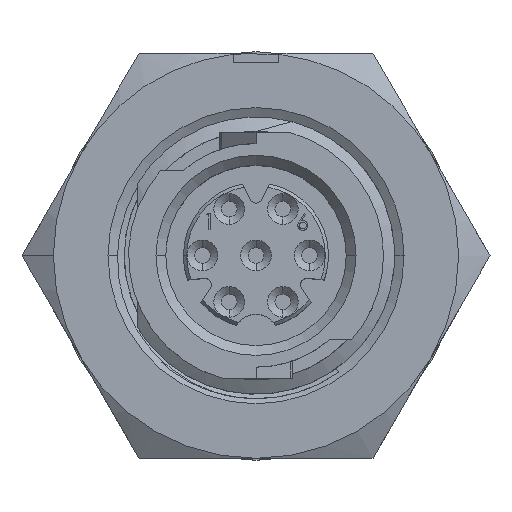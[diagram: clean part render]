
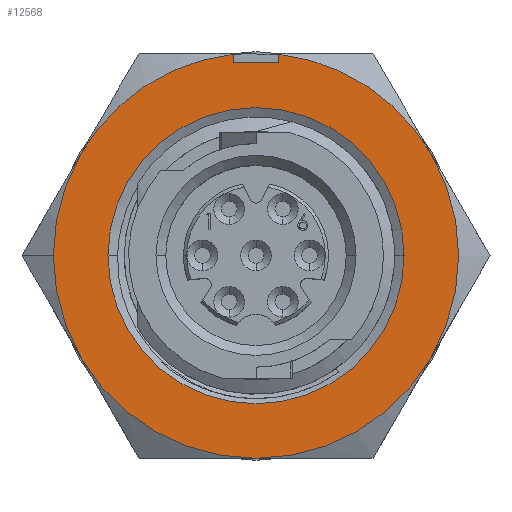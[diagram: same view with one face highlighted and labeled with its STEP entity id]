
A CAD part, top view. The second image highlights one B-rep face of the part: STEP entity #12568.
In plain terms, the highlighted planar face has unit normal (0, 0, 1).
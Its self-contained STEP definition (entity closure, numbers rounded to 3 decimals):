
#14 = ORIENTED_EDGE ( 'NONE', *, *, #14343, .F. ) ;
#130 = DIRECTION ( 'NONE',  ( 1., 0., 0. ) ) ;
#308 = AXIS2_PLACEMENT_3D ( 'NONE', #6589, #3929, #454 ) ;
#310 = ORIENTED_EDGE ( 'NONE', *, *, #13032, .F. ) ;
#386 = EDGE_CURVE ( 'NONE', #12487, #8827, #15622, .T. ) ;
#454 = DIRECTION ( 'NONE',  ( 0., -1., 0. ) ) ;
#803 = CIRCLE ( 'NONE', #8273, 7.874 ) ;
#820 = DIRECTION ( 'NONE',  ( -1., 0., 0. ) ) ;
#821 = ORIENTED_EDGE ( 'NONE', *, *, #2416, .F. ) ;
#871 = VERTEX_POINT ( 'NONE', #5106 ) ;
#879 = EDGE_CURVE ( 'NONE', #4054, #3763, #5948, .T. ) ;
#916 = DIRECTION ( 'NONE',  ( 1., 0., 0. ) ) ;
#962 = EDGE_CURVE ( 'NONE', #4928, #11634, #10343, .T. ) ;
#999 = AXIS2_PLACEMENT_3D ( 'NONE', #11069, #14847, #8563 ) ;
#1122 = EDGE_CURVE ( 'NONE', #8827, #871, #803, .T. ) ;
#1203 = ORIENTED_EDGE ( 'NONE', *, *, #10383, .F. ) ;
#1338 = CIRCLE ( 'NONE', #6734, 5.753 ) ;
#1435 = ORIENTED_EDGE ( 'NONE', *, *, #2027, .F. ) ;
#1778 = DIRECTION ( 'NONE',  ( 0., 0., -1. ) ) ;
#1802 = DIRECTION ( 'NONE',  ( 1., 0., 0. ) ) ;
#1934 = VECTOR ( 'NONE', #15268, 1000. ) ;
#2027 = EDGE_CURVE ( 'NONE', #12734, #4928, #7893, .T. ) ;
#2416 = EDGE_CURVE ( 'NONE', #3119, #12734, #10250, .T. ) ;
#2633 = ORIENTED_EDGE ( 'NONE', *, *, #386, .F. ) ;
#2636 = ORIENTED_EDGE ( 'NONE', *, *, #1122, .F. ) ;
#2864 = AXIS2_PLACEMENT_3D ( 'NONE', #6487, #11417, #5270 ) ;
#2950 = FACE_OUTER_BOUND ( 'NONE', #12806, .T. ) ;
#3119 = VERTEX_POINT ( 'NONE', #4224 ) ;
#3339 = CARTESIAN_POINT ( 'NONE',  ( -0.889, -7.493, 10.236 ) ) ;
#3763 = VERTEX_POINT ( 'NONE', #13038 ) ;
#3801 = DIRECTION ( 'NONE',  ( 0., 0., -1. ) ) ;
#3806 = AXIS2_PLACEMENT_3D ( 'NONE', #5045, #5211, #130 ) ;
#3899 = LINE ( 'NONE', #13907, #1934 ) ;
#3910 = AXIS2_PLACEMENT_3D ( 'NONE', #6962, #6793, #916 ) ;
#3929 = DIRECTION ( 'NONE',  ( 0., 0., -1. ) ) ;
#4054 = VERTEX_POINT ( 'NONE', #6656 ) ;
#4224 = CARTESIAN_POINT ( 'NONE',  ( 6.819, 3.937, 10.236 ) ) ;
#4236 = CARTESIAN_POINT ( 'NONE',  ( -6.819, -3.937, 10.236 ) ) ;
#4264 = DIRECTION ( 'NONE',  ( 1., 0., 0. ) ) ;
#4454 = CARTESIAN_POINT ( 'NONE',  ( 0.889, -8.938, 10.236 ) ) ;
#4687 = VERTEX_POINT ( 'NONE', #3339 ) ;
#4928 = VERTEX_POINT ( 'NONE', #9218 ) ;
#5045 = CARTESIAN_POINT ( 'NONE',  ( 0., 0., 10.236 ) ) ;
#5106 = CARTESIAN_POINT ( 'NONE',  ( 0., 7.874, 10.236 ) ) ;
#5211 = DIRECTION ( 'NONE',  ( 0., 0., -1. ) ) ;
#5270 = DIRECTION ( 'NONE',  ( 1., 0., 0. ) ) ;
#5340 = ORIENTED_EDGE ( 'NONE', *, *, #879, .T. ) ;
#5579 = ORIENTED_EDGE ( 'NONE', *, *, #962, .F. ) ;
#5739 = CARTESIAN_POINT ( 'NONE',  ( 0., 0., 10.236 ) ) ;
#5948 = CIRCLE ( 'NONE', #6715, 5.753 ) ;
#6085 = AXIS2_PLACEMENT_3D ( 'NONE', #15398, #1778, #4264 ) ;
#6220 = VECTOR ( 'NONE', #11967, 1000. ) ;
#6278 = VERTEX_POINT ( 'NONE', #7882 ) ;
#6487 = CARTESIAN_POINT ( 'NONE',  ( 0., 0., 10.236 ) ) ;
#6521 = VECTOR ( 'NONE', #820, 1000. ) ;
#6589 = CARTESIAN_POINT ( 'NONE',  ( 0., 15.748, 10.236 ) ) ;
#6656 = CARTESIAN_POINT ( 'NONE',  ( 5.753, 0., 10.236 ) ) ;
#6715 = AXIS2_PLACEMENT_3D ( 'NONE', #7922, #15038, #1802 ) ;
#6734 = AXIS2_PLACEMENT_3D ( 'NONE', #13564, #12131, #15831 ) ;
#6793 = DIRECTION ( 'NONE',  ( 0., 0., -1. ) ) ;
#6818 = EDGE_CURVE ( 'NONE', #10849, #12487, #6913, .T. ) ;
#6913 = CIRCLE ( 'NONE', #999, 7.874 ) ;
#6962 = CARTESIAN_POINT ( 'NONE',  ( 0., 0., 10.236 ) ) ;
#7056 = DIRECTION ( 'NONE',  ( 1., 0., 0. ) ) ;
#7256 = CIRCLE ( 'NONE', #3910, 7.874 ) ;
#7882 = CARTESIAN_POINT ( 'NONE',  ( 0.889, -7.493, 10.236 ) ) ;
#7893 = CIRCLE ( 'NONE', #8407, 7.874 ) ;
#7922 = CARTESIAN_POINT ( 'NONE',  ( 0., 0., 10.236 ) ) ;
#8273 = AXIS2_PLACEMENT_3D ( 'NONE', #5739, #10672, #9467 ) ;
#8407 = AXIS2_PLACEMENT_3D ( 'NONE', #10690, #3801, #7056 ) ;
#8563 = DIRECTION ( 'NONE',  ( 1., 0., 0. ) ) ;
#8827 = VERTEX_POINT ( 'NONE', #13001 ) ;
#9218 = CARTESIAN_POINT ( 'NONE',  ( 6.819, -3.937, 10.236 ) ) ;
#9378 = ORIENTED_EDGE ( 'NONE', *, *, #6818, .F. ) ;
#9467 = DIRECTION ( 'NONE',  ( 1., 0., 0. ) ) ;
#9779 = CARTESIAN_POINT ( 'NONE',  ( -0.889, -7.824, 10.236 ) ) ;
#10154 = EDGE_LOOP ( 'NONE', ( #13559, #5340 ) ) ;
#10223 = FACE_BOUND ( 'NONE', #10154, .T. ) ;
#10250 = CIRCLE ( 'NONE', #3806, 7.874 ) ;
#10343 = CIRCLE ( 'NONE', #2864, 7.874 ) ;
#10383 = EDGE_CURVE ( 'NONE', #4687, #10849, #3899, .T. ) ;
#10672 = DIRECTION ( 'NONE',  ( 0., 0., -1. ) ) ;
#10690 = CARTESIAN_POINT ( 'NONE',  ( 0., 0., 10.236 ) ) ;
#10849 = VERTEX_POINT ( 'NONE', #9779 ) ;
#11069 = CARTESIAN_POINT ( 'NONE',  ( 0., 0., 10.236 ) ) ;
#11417 = DIRECTION ( 'NONE',  ( 0., 0., -1. ) ) ;
#11633 = LINE ( 'NONE', #11712, #6521 ) ;
#11634 = VERTEX_POINT ( 'NONE', #15583 ) ;
#11712 = CARTESIAN_POINT ( 'NONE',  ( 0.889, -7.493, 10.236 ) ) ;
#11756 = ORIENTED_EDGE ( 'NONE', *, *, #15800, .F. ) ;
#11884 = LINE ( 'NONE', #4454, #6220 ) ;
#11967 = DIRECTION ( 'NONE',  ( 0., 1., 0. ) ) ;
#12131 = DIRECTION ( 'NONE',  ( 0., 0., -1. ) ) ;
#12487 = VERTEX_POINT ( 'NONE', #4236 ) ;
#12568 = ADVANCED_FACE ( 'NONE', ( #10223, #2950 ), #14009, .F. ) ;
#12734 = VERTEX_POINT ( 'NONE', #14714 ) ;
#12806 = EDGE_LOOP ( 'NONE', ( #9378, #1203, #14, #310, #5579, #1435, #821, #11756, #2636, #2633 ) ) ;
#13001 = CARTESIAN_POINT ( 'NONE',  ( -6.819, 3.937, 10.236 ) ) ;
#13032 = EDGE_CURVE ( 'NONE', #11634, #6278, #11884, .T. ) ;
#13038 = CARTESIAN_POINT ( 'NONE',  ( -5.753, 0., 10.236 ) ) ;
#13283 = EDGE_CURVE ( 'NONE', #3763, #4054, #1338, .T. ) ;
#13559 = ORIENTED_EDGE ( 'NONE', *, *, #13283, .T. ) ;
#13564 = CARTESIAN_POINT ( 'NONE',  ( 0., 0., 10.236 ) ) ;
#13907 = CARTESIAN_POINT ( 'NONE',  ( -0.889, -8.938, 10.236 ) ) ;
#14009 = PLANE ( 'NONE',  #308 ) ;
#14343 = EDGE_CURVE ( 'NONE', #6278, #4687, #11633, .T. ) ;
#14714 = CARTESIAN_POINT ( 'NONE',  ( 7.874, 0., 10.236 ) ) ;
#14847 = DIRECTION ( 'NONE',  ( 0., 0., -1. ) ) ;
#15038 = DIRECTION ( 'NONE',  ( 0., 0., -1. ) ) ;
#15268 = DIRECTION ( 'NONE',  ( 0., -1., 0. ) ) ;
#15398 = CARTESIAN_POINT ( 'NONE',  ( 0., 0., 10.236 ) ) ;
#15583 = CARTESIAN_POINT ( 'NONE',  ( 0.889, -7.824, 10.236 ) ) ;
#15622 = CIRCLE ( 'NONE', #6085, 7.874 ) ;
#15800 = EDGE_CURVE ( 'NONE', #871, #3119, #7256, .T. ) ;
#15831 = DIRECTION ( 'NONE',  ( 1., 0., 0. ) ) ;
